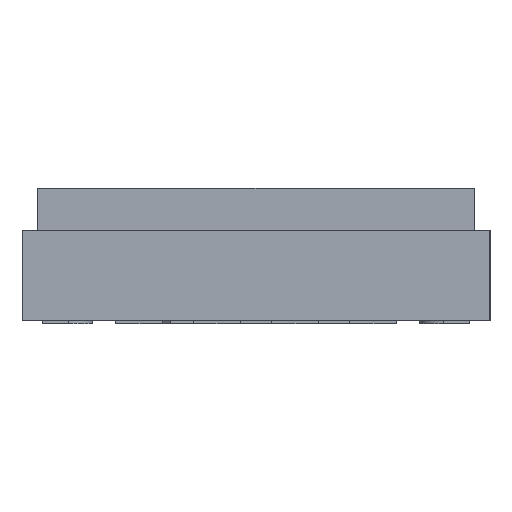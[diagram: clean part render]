
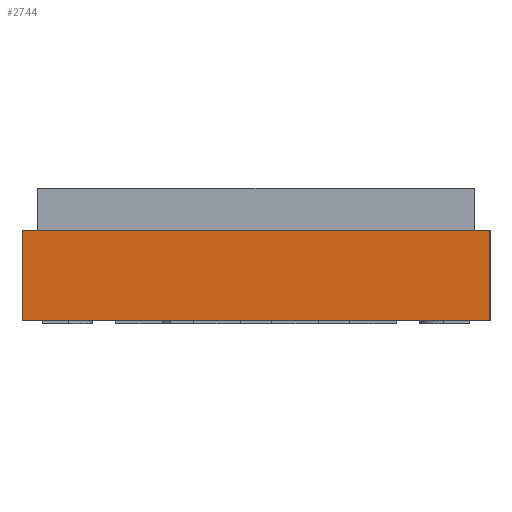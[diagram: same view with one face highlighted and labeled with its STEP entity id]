
A CAD part, left-side view. The second image highlights one B-rep face of the part: STEP entity #2744.
In plain terms, the highlighted planar face has unit normal (-1, 0, 0).
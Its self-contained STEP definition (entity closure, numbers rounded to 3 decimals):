
#110 = VECTOR ( 'NONE', #5546, 1000. ) ;
#162 = CARTESIAN_POINT ( 'NONE',  ( -1.193, 3.149, 2.385 ) ) ;
#269 = ORIENTED_EDGE ( 'NONE', *, *, #3285, .T. ) ;
#362 = ORIENTED_EDGE ( 'NONE', *, *, #8397, .F. ) ;
#1372 = LINE ( 'NONE', #2226, #3951 ) ;
#1470 = VECTOR ( 'NONE', #2317, 1000. ) ;
#1922 = EDGE_CURVE ( 'NONE', #6894, #8092, #3342, .T. ) ;
#1945 = LINE ( 'NONE', #6648, #5492 ) ;
#2010 = CARTESIAN_POINT ( 'NONE',  ( -1.193, 0.149, 2.965 ) ) ;
#2096 = AXIS2_PLACEMENT_3D ( 'NONE', #2906, #6958, #7580 ) ;
#2131 = DIRECTION ( 'NONE',  ( 0., 0., -1. ) ) ;
#2152 = ORIENTED_EDGE ( 'NONE', *, *, #1922, .T. ) ;
#2226 = CARTESIAN_POINT ( 'NONE',  ( -1.193, 3.149, 2.965 ) ) ;
#2317 = DIRECTION ( 'NONE',  ( 0., 1., 0. ) ) ;
#2741 = CARTESIAN_POINT ( 'NONE',  ( -1.193, 3.149, 2.965 ) ) ;
#2744 = ADVANCED_FACE ( 'NONE', ( #6148 ), #8282, .T. ) ;
#2906 = CARTESIAN_POINT ( 'NONE',  ( -1.193, 0.149, 2.965 ) ) ;
#3285 = EDGE_CURVE ( 'NONE', #8092, #5597, #1372, .T. ) ;
#3342 = LINE ( 'NONE', #2010, #110 ) ;
#3381 = ORIENTED_EDGE ( 'NONE', *, *, #4394, .F. ) ;
#3951 = VECTOR ( 'NONE', #2131, 1000. ) ;
#4247 = CARTESIAN_POINT ( 'NONE',  ( -1.193, 0.149, 2.385 ) ) ;
#4394 = EDGE_CURVE ( 'NONE', #6894, #5755, #1945, .T. ) ;
#5005 = EDGE_LOOP ( 'NONE', ( #362, #3381, #2152, #269 ) ) ;
#5156 = CARTESIAN_POINT ( 'NONE',  ( -1.193, 0.149, 2.385 ) ) ;
#5492 = VECTOR ( 'NONE', #7332, 1000. ) ;
#5546 = DIRECTION ( 'NONE',  ( 0., 1., 0. ) ) ;
#5597 = VERTEX_POINT ( 'NONE', #162 ) ;
#5755 = VERTEX_POINT ( 'NONE', #5156 ) ;
#6148 = FACE_OUTER_BOUND ( 'NONE', #5005, .T. ) ;
#6648 = CARTESIAN_POINT ( 'NONE',  ( -1.193, 0.149, 2.965 ) ) ;
#6894 = VERTEX_POINT ( 'NONE', #8546 ) ;
#6958 = DIRECTION ( 'NONE',  ( -1., 0., 0. ) ) ;
#7332 = DIRECTION ( 'NONE',  ( 0., 0., -1. ) ) ;
#7580 = DIRECTION ( 'NONE',  ( 0., 0., 1. ) ) ;
#8092 = VERTEX_POINT ( 'NONE', #2741 ) ;
#8282 = PLANE ( 'NONE',  #2096 ) ;
#8390 = LINE ( 'NONE', #4247, #1470 ) ;
#8397 = EDGE_CURVE ( 'NONE', #5755, #5597, #8390, .T. ) ;
#8546 = CARTESIAN_POINT ( 'NONE',  ( -1.193, 0.149, 2.965 ) ) ;
